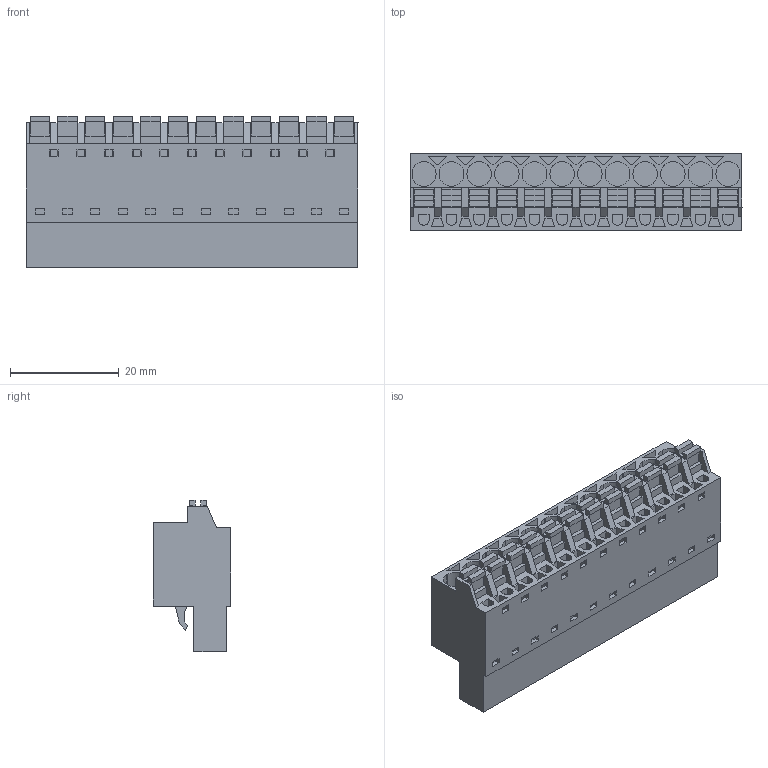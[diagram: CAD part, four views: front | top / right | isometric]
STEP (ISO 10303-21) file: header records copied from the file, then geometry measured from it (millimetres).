
FILE_DESCRIPTION(('CATIA V5 STEP Exchange','CAx-IF Rec.Pracs.--- Model Styling and Organization---1.2---2011-12-15'),'2;1');
FILE_NAME ('D1446552_0_1013540000_1013540000.stp','2017-04-28T12:39:02+00:00',('none'),('Weidmueller'),'CATIA Version 5-6 Release 2014','CATIA V5 STEP AP214','none');
FILE_SCHEMA(('AUTOMOTIVE_DESIGN { 1 0 10303 214 1 1 1 1 }'));
Length unit declared in the file: millimetre
Products named in the file (1): 1013540000
Bounding box: 60.96 x 14.2 x 27.73 mm (x, y, z)
Volume: 14491.5 mm3; surface area: 9717.9 mm2
Topology: 13 solids, 13 shells, 838 faces, 2411 edges, 1683 vertices
Faces by surface type: plane 752, cylinder 85, extrusion 1
Entity records: 27084 total; most frequent: CARTESIAN_POINT 5242, ORIENTED_EDGE 4822, DIRECTION 3413, EDGE_CURVE 2411, VECTOR 2240, LINE 2239, VERTEX_POINT 1683, EDGE_LOOP 966
